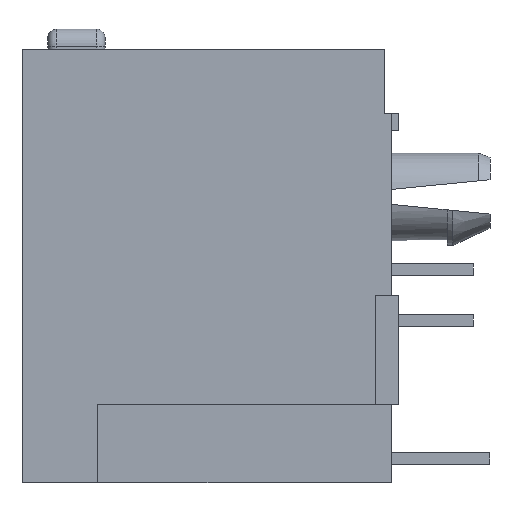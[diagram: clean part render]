
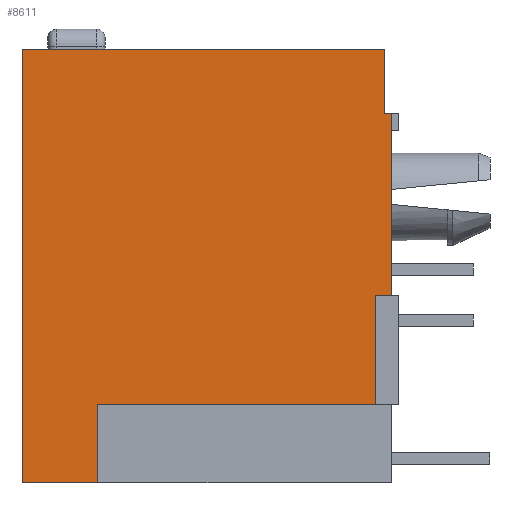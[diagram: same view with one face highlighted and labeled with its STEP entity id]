
A CAD part, left-side view. The second image highlights one B-rep face of the part: STEP entity #8611.
In plain terms, the highlighted planar face has unit normal (-1, 0, 0).
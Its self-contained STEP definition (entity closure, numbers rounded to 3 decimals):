
#4 = VECTOR ( 'NONE', #8979, 1000. ) ;
#59 = VERTEX_POINT ( 'NONE', #6983 ) ;
#61 = VECTOR ( 'NONE', #4190, 1000. ) ;
#191 = CARTESIAN_POINT ( 'NONE',  ( -7.955, 10.5, -7.24 ) ) ;
#532 = CARTESIAN_POINT ( 'NONE',  ( -7.955, 0., -7.24 ) ) ;
#570 = CARTESIAN_POINT ( 'NONE',  ( -7.955, 0.5, 0. ) ) ;
#652 = ORIENTED_EDGE ( 'NONE', *, *, #3355, .T. ) ;
#674 = LINE ( 'NONE', #570, #6548 ) ;
#896 = ORIENTED_EDGE ( 'NONE', *, *, #8191, .F. ) ;
#960 = VERTEX_POINT ( 'NONE', #7561 ) ;
#991 = DIRECTION ( 'NONE',  ( 0., 0., 1. ) ) ;
#1053 = VECTOR ( 'NONE', #8772, 1000. ) ;
#1080 = LINE ( 'NONE', #2493, #9690 ) ;
#1206 = ORIENTED_EDGE ( 'NONE', *, *, #7109, .F. ) ;
#1257 = PLANE ( 'NONE',  #10110 ) ;
#1286 = VERTEX_POINT ( 'NONE', #2120 ) ;
#1446 = ORIENTED_EDGE ( 'NONE', *, *, #8028, .F. ) ;
#1856 = VECTOR ( 'NONE', #9608, 1000. ) ;
#2066 = CARTESIAN_POINT ( 'NONE',  ( -7.955, 13.15, 0. ) ) ;
#2086 = ORIENTED_EDGE ( 'NONE', *, *, #10442, .T. ) ;
#2108 = CARTESIAN_POINT ( 'NONE',  ( -7.955, 0.5, 2.91 ) ) ;
#2116 = VECTOR ( 'NONE', #3345, 1000. ) ;
#2120 = CARTESIAN_POINT ( 'NONE',  ( -7.955, 0.25, 2.91 ) ) ;
#2214 = ORIENTED_EDGE ( 'NONE', *, *, #10580, .F. ) ;
#2256 = VERTEX_POINT ( 'NONE', #2108 ) ;
#2493 = CARTESIAN_POINT ( 'NONE',  ( -7.955, 0.25, 0. ) ) ;
#2934 = DIRECTION ( 'NONE',  ( 0., 0., -1. ) ) ;
#3345 = DIRECTION ( 'NONE',  ( 0., -1., 0. ) ) ;
#3355 = EDGE_CURVE ( 'NONE', #3669, #960, #7062, .T. ) ;
#3475 = VERTEX_POINT ( 'NONE', #5876 ) ;
#3669 = VERTEX_POINT ( 'NONE', #8799 ) ;
#4119 = ORIENTED_EDGE ( 'NONE', *, *, #5574, .F. ) ;
#4190 = DIRECTION ( 'NONE',  ( 0., 1., 0. ) ) ;
#4616 = CARTESIAN_POINT ( 'NONE',  ( -7.955, 0.8, -3.43 ) ) ;
#5183 = CARTESIAN_POINT ( 'NONE',  ( -7.955, 0.25, -3.43 ) ) ;
#5208 = DIRECTION ( 'NONE',  ( 0., 0., -1. ) ) ;
#5304 = VECTOR ( 'NONE', #9402, 1000. ) ;
#5399 = LINE ( 'NONE', #4616, #6812 ) ;
#5574 = EDGE_CURVE ( 'NONE', #2256, #1286, #8112, .T. ) ;
#5642 = ORIENTED_EDGE ( 'NONE', *, *, #10251, .T. ) ;
#5876 = CARTESIAN_POINT ( 'NONE',  ( -7.955, 0.8, -3.43 ) ) ;
#6099 = EDGE_CURVE ( 'NONE', #10432, #3669, #7869, .T. ) ;
#6261 = EDGE_LOOP ( 'NONE', ( #1206, #2086, #5642, #4119, #2214, #7676, #652, #9635, #1446, #896 ) ) ;
#6403 = DIRECTION ( 'NONE',  ( 0., 0., -1. ) ) ;
#6548 = VECTOR ( 'NONE', #6403, 1000. ) ;
#6665 = CARTESIAN_POINT ( 'NONE',  ( -7.955, 0.5, 5.16 ) ) ;
#6794 = FACE_OUTER_BOUND ( 'NONE', #6261, .T. ) ;
#6809 = VERTEX_POINT ( 'NONE', #10828 ) ;
#6812 = VECTOR ( 'NONE', #9736, 1000. ) ;
#6935 = LINE ( 'NONE', #191, #9413 ) ;
#6983 = CARTESIAN_POINT ( 'NONE',  ( -7.955, 0.8, -7.24 ) ) ;
#6987 = LINE ( 'NONE', #10079, #61 ) ;
#7062 = LINE ( 'NONE', #2066, #1856 ) ;
#7109 = EDGE_CURVE ( 'NONE', #3475, #59, #5399, .T. ) ;
#7561 = CARTESIAN_POINT ( 'NONE',  ( -7.955, 13.15, -9.99 ) ) ;
#7676 = ORIENTED_EDGE ( 'NONE', *, *, #6099, .T. ) ;
#7712 = LINE ( 'NONE', #532, #1053 ) ;
#7869 = LINE ( 'NONE', #10180, #5304 ) ;
#8028 = EDGE_CURVE ( 'NONE', #6809, #10665, #6935, .T. ) ;
#8112 = LINE ( 'NONE', #10582, #4 ) ;
#8191 = EDGE_CURVE ( 'NONE', #59, #6809, #7712, .T. ) ;
#8611 = ADVANCED_FACE ( 'NONE', ( #6794 ), #1257, .F. ) ;
#8655 = DIRECTION ( 'NONE',  ( 1., 0., 0. ) ) ;
#8764 = EDGE_CURVE ( 'NONE', #10665, #960, #6987, .T. ) ;
#8772 = DIRECTION ( 'NONE',  ( 0., 1., 0. ) ) ;
#8799 = CARTESIAN_POINT ( 'NONE',  ( -7.955, 13.15, 5.16 ) ) ;
#8961 = VERTEX_POINT ( 'NONE', #5183 ) ;
#8979 = DIRECTION ( 'NONE',  ( 0., -1., 0. ) ) ;
#9402 = DIRECTION ( 'NONE',  ( 0., 1., 0. ) ) ;
#9413 = VECTOR ( 'NONE', #5208, 1000. ) ;
#9417 = LINE ( 'NONE', #10031, #2116 ) ;
#9483 = CARTESIAN_POINT ( 'NONE',  ( -7.955, 10.5, -9.99 ) ) ;
#9608 = DIRECTION ( 'NONE',  ( 0., 0., -1. ) ) ;
#9635 = ORIENTED_EDGE ( 'NONE', *, *, #8764, .F. ) ;
#9690 = VECTOR ( 'NONE', #991, 1000. ) ;
#9736 = DIRECTION ( 'NONE',  ( 0., 0., -1. ) ) ;
#10031 = CARTESIAN_POINT ( 'NONE',  ( -7.955, 0.8, -3.43 ) ) ;
#10079 = CARTESIAN_POINT ( 'NONE',  ( -7.955, 0., -9.99 ) ) ;
#10110 = AXIS2_PLACEMENT_3D ( 'NONE', #10335, #8655, #2934 ) ;
#10180 = CARTESIAN_POINT ( 'NONE',  ( -7.955, 0., 5.16 ) ) ;
#10251 = EDGE_CURVE ( 'NONE', #8961, #1286, #1080, .T. ) ;
#10335 = CARTESIAN_POINT ( 'NONE',  ( -7.955, 0., 0. ) ) ;
#10432 = VERTEX_POINT ( 'NONE', #6665 ) ;
#10442 = EDGE_CURVE ( 'NONE', #3475, #8961, #9417, .T. ) ;
#10580 = EDGE_CURVE ( 'NONE', #10432, #2256, #674, .T. ) ;
#10582 = CARTESIAN_POINT ( 'NONE',  ( -7.955, 0., 2.91 ) ) ;
#10665 = VERTEX_POINT ( 'NONE', #9483 ) ;
#10828 = CARTESIAN_POINT ( 'NONE',  ( -7.955, 10.5, -7.24 ) ) ;
